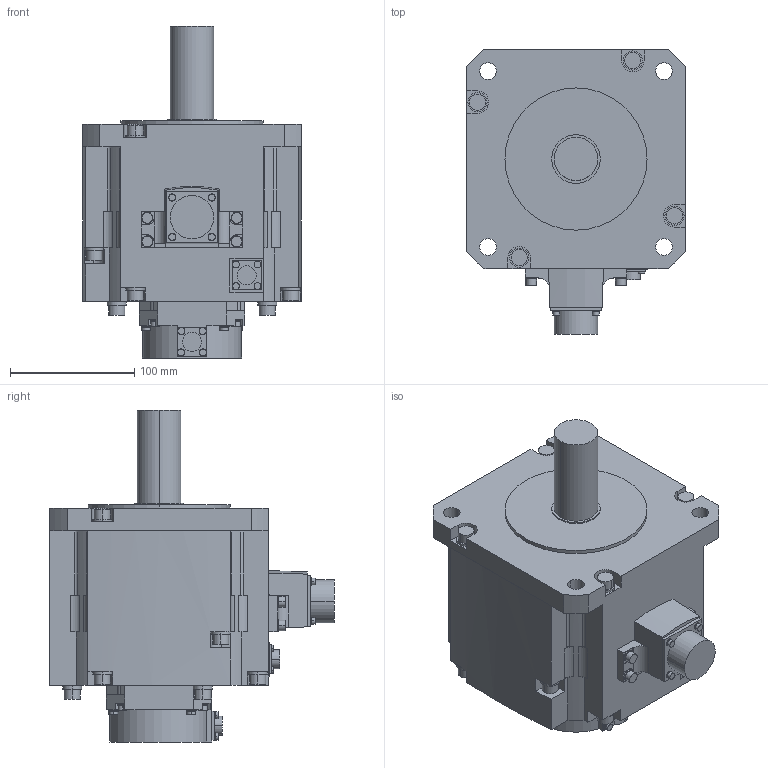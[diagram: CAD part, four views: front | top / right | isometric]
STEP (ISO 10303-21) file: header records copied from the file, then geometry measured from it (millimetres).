
FILE_DESCRIPTION((''),'2;1');
FILE_NAME('HG-SR121B_202B_ASM','2011-11-04T',('BL67252'),(''),'PRO/ENGINEER BY PARAMETRIC TECHNOLOGY CORPORATION, 2009400','PRO/ENGINEER BY PARAMETRIC TECHNOLOGY CORPORATION, 2009400','');
FILE_SCHEMA(('CONFIG_CONTROL_DESIGN'));
Length unit declared in the file: millimetre
Products named in the file (1): HG-SR121B_202B_ASM
Bounding box: 176 x 228.85 x 267 mm (x, y, z)
Volume: 4387477.5 mm3; surface area: 202211.2 mm2
Topology: 1 solids, 1 shells, 481 faces, 1180 edges, 786 vertices
Faces by surface type: plane 245, cylinder 235, cone 1
Entity records: 14502 total; most frequent: DIRECTION 2656, CARTESIAN_POINT 2527, ORIENTED_EDGE 2360, EDGE_CURVE 1180, AXIS2_PLACEMENT_3D 999, VERTEX_POINT 786, VECTOR 658, LINE 658
